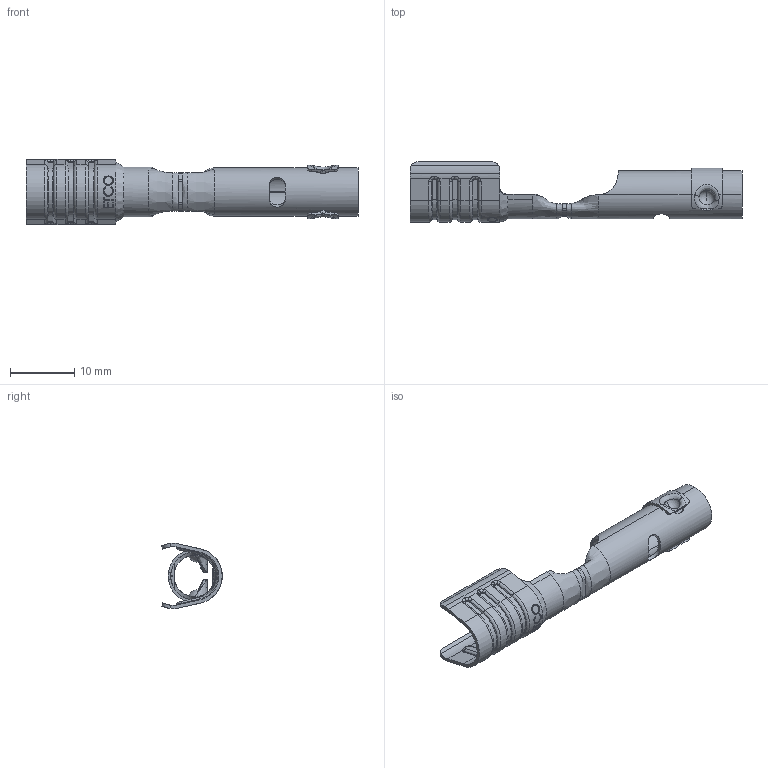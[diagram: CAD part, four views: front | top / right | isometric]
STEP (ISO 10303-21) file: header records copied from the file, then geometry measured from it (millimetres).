
FILE_DESCRIPTION (( 'STEP AP203' ), '1' );
FILE_NAME ('SP27.STEP', '2019-11-05T13:16:30', ( 'tempuser' ), ( 'Microsoft' ), 'SwSTEP 2.0', 'SolidWorks 2019', '' );
FILE_SCHEMA (( 'CONFIG_CONTROL_DESIGN' ));
Length unit declared in the file: inch
Products named in the file (3): SP20 SP20-S SP27 SP954 SP985_SP27 without carrier; SCA4 expanded for mating_SCA4-B; SP27
Assembly tree (2 placements, depth 2):
  SP27
    SP20 SP20-S SP27 SP954 SP985_SP27 without carrier
    SCA4 expanded for mating_SCA4-B
Bounding box: 51.69 x 9.4 x 10.16 mm (x, y, z)
Volume: 510.6 mm3; surface area: 2172.7 mm2
Topology: 2 solids, 2 shells, 385 faces, 1023 edges, 635 vertices
Faces by surface type: cylinder 113, plane 111, bspline 84, torus 36, cone 33, sphere 8
Entity records: 18746 total; most frequent: CARTESIAN_POINT 9633, ORIENTED_EDGE 2030, DIRECTION 1600, EDGE_CURVE 1015, VERTEX_POINT 635, AXIS2_PLACEMENT_3D 607, EDGE_LOOP 392, LINE 386
